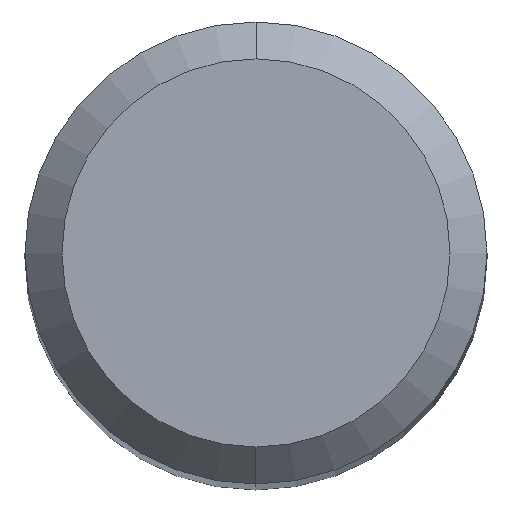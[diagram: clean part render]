
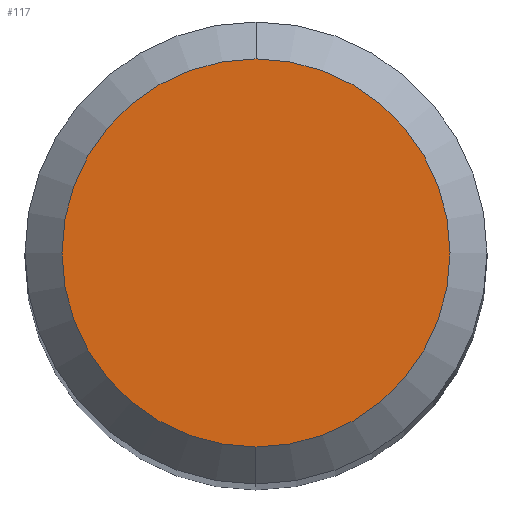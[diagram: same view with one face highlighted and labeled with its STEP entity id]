
A CAD part, top view. The second image highlights one B-rep face of the part: STEP entity #117.
In plain terms, the highlighted planar face has unit normal (0, 0, 1).
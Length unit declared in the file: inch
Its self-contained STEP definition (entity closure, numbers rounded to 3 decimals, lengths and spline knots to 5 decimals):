
#27 = DIRECTION ( 'NONE',  ( 0., 1., 0. ) ) ;
#28 = DIRECTION ( 'NONE',  ( 0., -1., 0. ) ) ;
#40 = EDGE_LOOP ( 'NONE', ( #237, #362 ) ) ;
#41 = DIRECTION ( 'NONE',  ( 0., 0., 1. ) ) ;
#102 = CARTESIAN_POINT ( 'NONE',  ( 0., 0.07875, 0. ) ) ;
#117 = ADVANCED_FACE ( 'NONE', ( #267 ), #408, .F. ) ;
#172 = CIRCLE ( 'NONE', #234, 0.07875 ) ;
#173 = AXIS2_PLACEMENT_3D ( 'NONE', #316, #41, #398 ) ;
#234 = AXIS2_PLACEMENT_3D ( 'NONE', #276, #279, #28 ) ;
#237 = ORIENTED_EDGE ( 'NONE', *, *, #397, .T. ) ;
#267 = FACE_OUTER_BOUND ( 'NONE', #40, .T. ) ;
#273 = CARTESIAN_POINT ( 'NONE',  ( 0., -0.07875, 0. ) ) ;
#276 = CARTESIAN_POINT ( 'NONE',  ( 0., 0., 0. ) ) ;
#277 = AXIS2_PLACEMENT_3D ( 'NONE', #102, #335, #27 ) ;
#279 = DIRECTION ( 'NONE',  ( 0., 0., 1. ) ) ;
#316 = CARTESIAN_POINT ( 'NONE',  ( 0., 0., 0. ) ) ;
#330 = VERTEX_POINT ( 'NONE', #273 ) ;
#335 = DIRECTION ( 'NONE',  ( 0., 0., -1. ) ) ;
#362 = ORIENTED_EDGE ( 'NONE', *, *, #483, .T. ) ;
#397 = EDGE_CURVE ( 'NONE', #476, #330, #172, .T. ) ;
#398 = DIRECTION ( 'NONE',  ( 0., -1., 0. ) ) ;
#400 = CARTESIAN_POINT ( 'NONE',  ( 0., 0.07875, 0. ) ) ;
#408 = PLANE ( 'NONE',  #277 ) ;
#453 = CIRCLE ( 'NONE', #173, 0.07875 ) ;
#476 = VERTEX_POINT ( 'NONE', #400 ) ;
#483 = EDGE_CURVE ( 'NONE', #330, #476, #453, .T. ) ;
